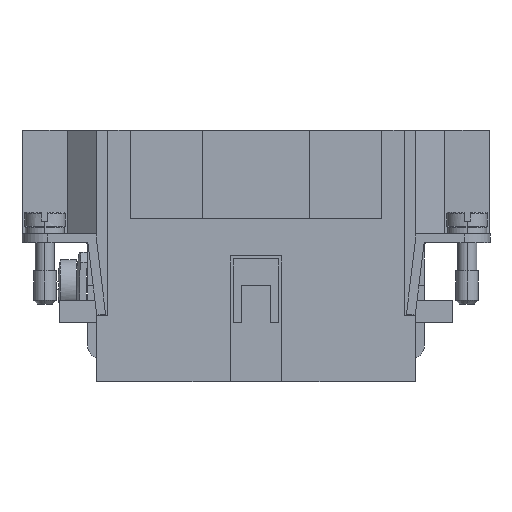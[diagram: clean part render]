
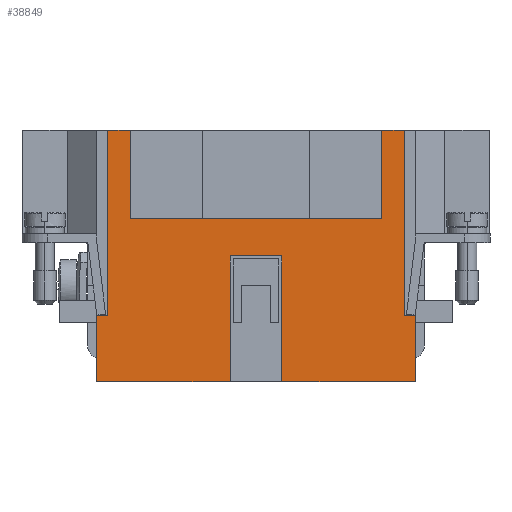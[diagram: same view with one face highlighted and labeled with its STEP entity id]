
A CAD part, front view. The second image highlights one B-rep face of the part: STEP entity #38849.
In plain terms, the highlighted planar face has unit normal (0, -1, 0).
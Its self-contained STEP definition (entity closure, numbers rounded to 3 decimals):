
#17495=CARTESIAN_POINT('',(21.5,-17.0,-20.0));
#17496=VERTEX_POINT('',#17495);
#17503=CARTESIAN_POINT('',(3.5,-17.0,-20.0));
#17504=VERTEX_POINT('',#17503);
#17505=CARTESIAN_POINT('',(3.5,-17.0,-20.0));
#17506=DIRECTION('',(1.0,0.0,0.0));
#17507=VECTOR('',#17506,18.0);
#17508=LINE('',#17505,#17507);
#17509=EDGE_CURVE('',#17504,#17496,#17508,.T.);
#17527=CARTESIAN_POINT('',(-3.5,-17.0,-20.));
#17528=VERTEX_POINT('',#17527);
#17535=CARTESIAN_POINT('',(-21.5,-17.0,-20.0));
#17536=VERTEX_POINT('',#17535);
#17537=CARTESIAN_POINT('',(-21.5,-17.0,-20.0));
#17538=DIRECTION('',(1.0,0.0,0.0));
#17539=VECTOR('',#17538,18.);
#17540=LINE('',#17537,#17539);
#17541=EDGE_CURVE('',#17536,#17528,#17540,.T.);
#33998=CARTESIAN_POINT('',(-21.5,-17.0,-11.0));
#33999=VERTEX_POINT('',#33998);
#34000=CARTESIAN_POINT('',(-21.5,-17.0,-11.0));
#34001=DIRECTION('',(0.0,0.0,-1.0));
#34002=VECTOR('',#34001,9.0);
#34003=LINE('',#34000,#34002);
#34004=EDGE_CURVE('',#33999,#17536,#34003,.T.);
#34701=CARTESIAN_POINT('',(21.5,-17.,-11.0));
#34702=VERTEX_POINT('',#34701);
#34709=CARTESIAN_POINT('',(21.5,-17.0,-20.0));
#34710=DIRECTION('',(0.0,0.0,1.0));
#34711=VECTOR('',#34710,9.0);
#34712=LINE('',#34709,#34711);
#34713=EDGE_CURVE('',#17496,#34702,#34712,.T.);
#38673=CARTESIAN_POINT('',(3.5,-17.0,-3.));
#38674=VERTEX_POINT('',#38673);
#38675=CARTESIAN_POINT('',(3.5,-17.0,-3.));
#38676=DIRECTION('',(0.0,0.0,-1.0));
#38677=VECTOR('',#38676,17.0);
#38678=LINE('',#38675,#38677);
#38679=EDGE_CURVE('',#38674,#17504,#38678,.T.);
#38704=CARTESIAN_POINT('',(-3.5,-17.0,-3.));
#38705=VERTEX_POINT('',#38704);
#38706=CARTESIAN_POINT('',(-3.5,-17.0,-3.));
#38707=DIRECTION('',(1.0,0.0,0.0));
#38708=VECTOR('',#38707,7.);
#38709=LINE('',#38706,#38708);
#38710=EDGE_CURVE('',#38705,#38674,#38709,.T.);
#38733=CARTESIAN_POINT('',(-3.5,-17.0,-20.));
#38734=DIRECTION('',(0.0,0.0,1.0));
#38735=VECTOR('',#38734,17.0);
#38736=LINE('',#38733,#38735);
#38737=EDGE_CURVE('',#17528,#38705,#38736,.T.);
#38765=CARTESIAN_POINT('',(-21.5,-17.0,0.0));
#38766=DIRECTION('',(0.0,-1.0,0.0));
#38767=DIRECTION('',(0.0,0.0,-1.0));
#38768=AXIS2_PLACEMENT_3D('',#38765,#38766,#38767);
#38769=PLANE('',#38768);
#38770=ORIENTED_EDGE('',*,*,#38737,.T.);
#38771=ORIENTED_EDGE('',*,*,#38710,.T.);
#38772=ORIENTED_EDGE('',*,*,#38679,.T.);
#38773=ORIENTED_EDGE('',*,*,#17509,.T.);
#38774=ORIENTED_EDGE('',*,*,#34713,.T.);
#38775=CARTESIAN_POINT('',(20.0,-17.0,-11.0));
#38776=VERTEX_POINT('',#38775);
#38777=CARTESIAN_POINT('',(21.5,-17.,-11.0));
#38778=DIRECTION('',(-1.0,0.0,0.0));
#38779=VECTOR('',#38778,1.5);
#38780=LINE('',#38777,#38779);
#38781=EDGE_CURVE('',#34702,#38776,#38780,.T.);
#38782=ORIENTED_EDGE('',*,*,#38781,.T.);
#38783=CARTESIAN_POINT('',(20.,-17.,14.));
#38784=VERTEX_POINT('',#38783);
#38785=CARTESIAN_POINT('',(20.0,-17.0,-11.0));
#38786=DIRECTION('',(0.0,0.0,1.0));
#38787=VECTOR('',#38786,25.0);
#38788=LINE('',#38785,#38787);
#38789=EDGE_CURVE('',#38776,#38784,#38788,.T.);
#38790=ORIENTED_EDGE('',*,*,#38789,.T.);
#38791=CARTESIAN_POINT('',(17.0,-17.0,14.));
#38792=VERTEX_POINT('',#38791);
#38793=CARTESIAN_POINT('',(20.,-17.,14.));
#38794=DIRECTION('',(-1.0,0.0,0.0));
#38795=VECTOR('',#38794,3.);
#38796=LINE('',#38793,#38795);
#38797=EDGE_CURVE('',#38784,#38792,#38796,.T.);
#38798=ORIENTED_EDGE('',*,*,#38797,.T.);
#38799=CARTESIAN_POINT('',(17.0,-17.0,2.));
#38800=VERTEX_POINT('',#38799);
#38801=CARTESIAN_POINT('',(17.0,-17.0,14.));
#38802=DIRECTION('',(0.0,0.0,-1.0));
#38803=VECTOR('',#38802,12.);
#38804=LINE('',#38801,#38803);
#38805=EDGE_CURVE('',#38792,#38800,#38804,.T.);
#38806=ORIENTED_EDGE('',*,*,#38805,.T.);
#38807=CARTESIAN_POINT('',(-17.0,-17.0,2.));
#38808=VERTEX_POINT('',#38807);
#38809=CARTESIAN_POINT('',(17.0,-17.0,2.));
#38810=DIRECTION('',(-1.0,0.0,0.0));
#38811=VECTOR('',#38810,34.0);
#38812=LINE('',#38809,#38811);
#38813=EDGE_CURVE('',#38800,#38808,#38812,.T.);
#38814=ORIENTED_EDGE('',*,*,#38813,.T.);
#38815=CARTESIAN_POINT('',(-17.0,-17.0,14.));
#38816=VERTEX_POINT('',#38815);
#38817=CARTESIAN_POINT('',(-17.0,-17.0,2.));
#38818=DIRECTION('',(0.0,0.0,1.0));
#38819=VECTOR('',#38818,12.);
#38820=LINE('',#38817,#38819);
#38821=EDGE_CURVE('',#38808,#38816,#38820,.T.);
#38822=ORIENTED_EDGE('',*,*,#38821,.T.);
#38823=CARTESIAN_POINT('',(-20.,-17.,14.));
#38824=VERTEX_POINT('',#38823);
#38825=CARTESIAN_POINT('',(-17.0,-17.0,14.));
#38826=DIRECTION('',(-1.0,0.0,0.0));
#38827=VECTOR('',#38826,3.);
#38828=LINE('',#38825,#38827);
#38829=EDGE_CURVE('',#38816,#38824,#38828,.T.);
#38830=ORIENTED_EDGE('',*,*,#38829,.T.);
#38831=CARTESIAN_POINT('',(-20.0,-17.0,-11.0));
#38832=VERTEX_POINT('',#38831);
#38833=CARTESIAN_POINT('',(-20.,-17.,14.));
#38834=DIRECTION('',(0.0,0.0,-1.0));
#38835=VECTOR('',#38834,25.0);
#38836=LINE('',#38833,#38835);
#38837=EDGE_CURVE('',#38824,#38832,#38836,.T.);
#38838=ORIENTED_EDGE('',*,*,#38837,.T.);
#38839=CARTESIAN_POINT('',(-20.0,-17.0,-11.0));
#38840=DIRECTION('',(-1.0,0.0,0.0));
#38841=VECTOR('',#38840,1.5);
#38842=LINE('',#38839,#38841);
#38843=EDGE_CURVE('',#38832,#33999,#38842,.T.);
#38844=ORIENTED_EDGE('',*,*,#38843,.T.);
#38845=ORIENTED_EDGE('',*,*,#34004,.T.);
#38846=ORIENTED_EDGE('',*,*,#17541,.T.);
#38847=EDGE_LOOP('',(#38770,#38771,#38772,#38773,#38774,#38782,#38790,#38798,#38806,#38814,#38822,#38830,#38838,#38844,#38845,#38846));
#38848=FACE_OUTER_BOUND('',#38847,.T.);
#38849=ADVANCED_FACE('',(#38848),#38769,.T.);
